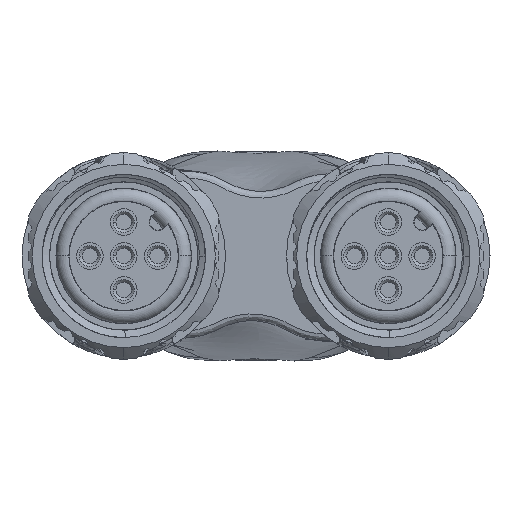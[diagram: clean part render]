
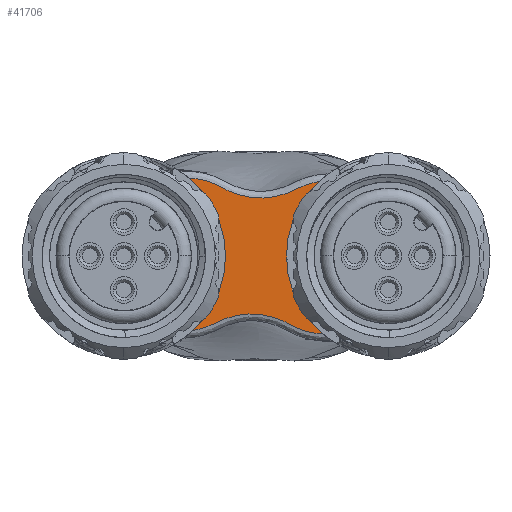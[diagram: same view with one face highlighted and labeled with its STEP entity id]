
A CAD part, left-side view. The second image highlights one B-rep face of the part: STEP entity #41706.
In plain terms, the highlighted planar face has unit normal (-1, 0, 0).
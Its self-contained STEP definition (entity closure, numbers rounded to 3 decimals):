
#7368=CARTESIAN_POINT('',(-20.,5.439,
0.003));
#7369=DIRECTION('',(1.,0.,0.));
#7370=DIRECTION('',(0.,0.627,-0.779));
#7371=AXIS2_PLACEMENT_3D('',#7368,#7369,#7370);
#7373=CARTESIAN_POINT('',(-20.,5.224,
-0.004));
#7374=DIRECTION('',(1.,0.,0.));
#7375=DIRECTION('',(0.,1.,0.001));
#7376=AXIS2_PLACEMENT_3D('',#7373,#7374,#7375);
#7378=CARTESIAN_POINT('',(-20.,-5.439,
-0.003));
#7379=DIRECTION('',(1.,0.,0.));
#7380=DIRECTION('',(0.,-0.627,0.779));
#7381=AXIS2_PLACEMENT_3D('',#7378,#7379,#7380);
#7383=CARTESIAN_POINT('',(-20.,-5.224,
0.004));
#7384=DIRECTION('',(1.,0.,0.));
#7385=DIRECTION('',(0.,-1.,-0.001));
#7386=AXIS2_PLACEMENT_3D('',#7383,#7384,#7385);
#7388=CARTESIAN_POINT('',(-20.,-5.75,0.));
#7389=DIRECTION('',(-1.,0.,0.));
#7390=DIRECTION('',(0.,-1.,0.));
#7391=AXIS2_PLACEMENT_3D('',#7388,#7389,#7390);
#7393=CARTESIAN_POINT('',(-20.,-5.75,0.));
#7394=DIRECTION('',(-1.,0.,0.));
#7395=DIRECTION('',(0.,1.,0.));
#7396=AXIS2_PLACEMENT_3D('',#7393,#7394,#7395);
#7398=CARTESIAN_POINT('',(-20.,5.75,0.));
#7399=DIRECTION('',(-1.,0.,0.));
#7400=DIRECTION('',(0.,1.,0.));
#7401=AXIS2_PLACEMENT_3D('',#7398,#7399,#7400);
#7403=CARTESIAN_POINT('',(-20.,5.75,0.));
#7404=DIRECTION('',(-1.,0.,0.));
#7405=DIRECTION('',(0.,-1.,0.));
#7406=AXIS2_PLACEMENT_3D('',#7403,#7404,#7405);
#16346=CARTESIAN_POINT('',(-20.,-8.927,
4.328));
#16348=CARTESIAN_POINT('',(-20.,-8.927,
4.328));
#16349=CARTESIAN_POINT('',(-20.,-8.756,
4.465));
#16350=CARTESIAN_POINT('',(-20.,-8.401,
4.723));
#16351=CARTESIAN_POINT('',(-20.,-7.807,
5.047));
#16352=CARTESIAN_POINT('',(-20.,-7.175,
5.296));
#16353=CARTESIAN_POINT('',(-20.,-6.523,
5.467));
#16354=CARTESIAN_POINT('',(-20.,-5.872,
5.557));
#16355=CARTESIAN_POINT('',(-20.,-5.22,
5.565));
#16356=CARTESIAN_POINT('',(-20.,-4.569,
5.493));
#16357=CARTESIAN_POINT('',(-20.,-3.978,
5.357));
#16358=CARTESIAN_POINT('',(-20.,-3.45,
5.178));
#16359=CARTESIAN_POINT('',(-20.,-2.977,
4.94));
#16360=CARTESIAN_POINT('',(-20.,-2.437,
4.671));
#16361=CARTESIAN_POINT('',(-20.,-1.803,
4.458));
#16362=CARTESIAN_POINT('',(-20.,-1.146,4.318));
#16363=CARTESIAN_POINT('',(-20.,-0.472,4.26));
#16364=CARTESIAN_POINT('',(-20.,0.209,4.286));
#16365=CARTESIAN_POINT('',(-20.,0.856,4.391));
#16366=CARTESIAN_POINT('',(-20.,1.445,
4.559));
#16367=CARTESIAN_POINT('',(-20.,2.002,
4.776));
#16368=CARTESIAN_POINT('',(-20.,2.533,
5.077));
#16369=CARTESIAN_POINT('',(-20.,3.104,
5.36));
#16370=CARTESIAN_POINT('',(-20.,3.763,
5.582));
#16371=CARTESIAN_POINT('',(-20.,4.425,
5.724));
#16372=CARTESIAN_POINT('',(-20.,5.09,
5.783));
#16373=CARTESIAN_POINT('',(-20.,5.768,
5.763));
#16374=CARTESIAN_POINT('',(-20.,6.447,
5.66));
#16375=CARTESIAN_POINT('',(-20.,7.113,
5.473));
#16376=CARTESIAN_POINT('',(-20.,7.754,
5.207));
#16377=CARTESIAN_POINT('',(-20.,8.359,
4.865));
#16378=CARTESIAN_POINT('',(-20.,8.727,
4.594));
#16379=CARTESIAN_POINT('',(-20.,8.904,
4.448));
#16381=CARTESIAN_POINT('',(-20.,8.904,
4.448));
#16459=CARTESIAN_POINT('',(-20.,8.927,
-4.328));
#16460=CARTESIAN_POINT('',(-20.,8.756,
-4.465));
#16461=CARTESIAN_POINT('',(-20.,8.401,
-4.723));
#16462=CARTESIAN_POINT('',(-20.,7.807,
-5.047));
#16463=CARTESIAN_POINT('',(-20.,7.175,
-5.296));
#16464=CARTESIAN_POINT('',(-20.,6.523,
-5.467));
#16465=CARTESIAN_POINT('',(-20.,5.872,
-5.557));
#16466=CARTESIAN_POINT('',(-20.,5.22,
-5.565));
#16467=CARTESIAN_POINT('',(-20.,4.569,
-5.493));
#16468=CARTESIAN_POINT('',(-20.,3.978,
-5.357));
#16469=CARTESIAN_POINT('',(-20.,3.45,
-5.178));
#16470=CARTESIAN_POINT('',(-20.,2.977,
-4.94));
#16471=CARTESIAN_POINT('',(-20.,2.437,
-4.671));
#16472=CARTESIAN_POINT('',(-20.,1.803,
-4.458));
#16473=CARTESIAN_POINT('',(-20.,1.146,-4.318));
#16474=CARTESIAN_POINT('',(-20.,0.472,-4.26));
#16475=CARTESIAN_POINT('',(-20.,-0.209,-4.286));
#16476=CARTESIAN_POINT('',(-20.,-0.856,-4.391));
#16477=CARTESIAN_POINT('',(-20.,-1.445,
-4.559));
#16478=CARTESIAN_POINT('',(-20.,-2.002,
-4.776));
#16479=CARTESIAN_POINT('',(-20.,-2.533,
-5.077));
#16480=CARTESIAN_POINT('',(-20.,-3.104,
-5.36));
#16481=CARTESIAN_POINT('',(-20.,-3.763,
-5.582));
#16482=CARTESIAN_POINT('',(-20.,-4.425,
-5.724));
#16483=CARTESIAN_POINT('',(-20.,-5.09,
-5.783));
#16484=CARTESIAN_POINT('',(-20.,-5.768,
-5.763));
#16485=CARTESIAN_POINT('',(-20.,-6.447,
-5.66));
#16486=CARTESIAN_POINT('',(-20.,-7.113,
-5.473));
#16487=CARTESIAN_POINT('',(-20.,-7.754,
-5.207));
#16488=CARTESIAN_POINT('',(-20.,-8.359,
-4.865));
#16489=CARTESIAN_POINT('',(-20.,-8.727,
-4.594));
#16490=CARTESIAN_POINT('',(-20.,-8.904,
-4.448));
#16492=CARTESIAN_POINT('',(-20.,-8.904,
-4.448));
#27120=CARTESIAN_POINT('',(-20.,11.,
0.));
#27121=VERTEX_POINT('',#27120);
#27122=CARTESIAN_POINT('',(-20.,8.927,
-4.328));
#27123=VERTEX_POINT('',#27122);
#27128=VERTEX_POINT('',#16381);
#27129=VERTEX_POINT('',#16346);
#27133=CARTESIAN_POINT('',(-20.,-11.,
0.));
#27134=VERTEX_POINT('',#27133);
#27136=VERTEX_POINT('',#16492);
#27137=CARTESIAN_POINT('',(-20.,-8.55,0.));
#27138=CARTESIAN_POINT('',(-20.,-2.95,0.));
#27139=VERTEX_POINT('',#27137);
#27140=VERTEX_POINT('',#27138);
#27141=CARTESIAN_POINT('',(-20.,8.55,0.));
#27142=CARTESIAN_POINT('',(-20.,2.95,0.));
#27143=VERTEX_POINT('',#27141);
#27144=VERTEX_POINT('',#27142);
#41676=CARTESIAN_POINT('',(-20.,0.,0.));
#41677=DIRECTION('',(1.,0.,0.));
#41678=DIRECTION('',(0.,-1.,0.));
#41679=AXIS2_PLACEMENT_3D('',#41676,#41677,#41678);
#41680=PLANE('',#41679);
#41682=ORIENTED_EDGE('',*,*,#41681,.T.);
#41684=ORIENTED_EDGE('',*,*,#41683,.T.);
#41686=ORIENTED_EDGE('',*,*,#41685,.F.);
#41688=ORIENTED_EDGE('',*,*,#41687,.T.);
#41690=ORIENTED_EDGE('',*,*,#41689,.T.);
#41692=ORIENTED_EDGE('',*,*,#41691,.F.);
#41693=EDGE_LOOP('',(#41682,#41684,#41686,#41688,#41690,#41692));
#41694=FACE_OUTER_BOUND('',#41693,.F.);
#41696=ORIENTED_EDGE('',*,*,#41695,.T.);
#41698=ORIENTED_EDGE('',*,*,#41697,.T.);
#41699=EDGE_LOOP('',(#41696,#41698));
#41700=FACE_BOUND('',#41699,.F.);
#41702=ORIENTED_EDGE('',*,*,#41701,.T.);
#41703=ORIENTED_EDGE('',*,*,#41665,.T.);
#41704=EDGE_LOOP('',(#41702,#41703));
#41705=FACE_BOUND('',#41704,.F.);
#41706=ADVANCED_FACE('',(#41694,#41700,#41705),#41680,.F.);
#7372=CIRCLE('',#7371,5.561);
#7377=CIRCLE('',#7376,5.776);
#7382=CIRCLE('',#7381,5.561);
#7387=CIRCLE('',#7386,5.776);
#7392=CIRCLE('',#7391,2.8);
#7397=CIRCLE('',#7396,2.8);
#7402=CIRCLE('',#7401,2.8);
#7407=CIRCLE('',#7406,2.8);
#16380=B_SPLINE_CURVE_WITH_KNOTS('',3,(#16348,#16349,#16350,#16351,#16352,
#16353,#16354,#16355,#16356,#16357,#16358,#16359,#16360,#16361,#16362,#16363,
#16364,#16365,#16366,#16367,#16368,#16369,#16370,#16371,#16372,#16373,#16374,
#16375,#16376,#16377,#16378,#16379),.UNSPECIFIED.,.F.,.F.,(4,1,1,1,1,1,1,1,1,1,
1,1,1,1,1,1,1,1,1,1,1,1,1,1,1,1,1,1,1,4),(0.,0.034,
0.069,0.103,0.138,0.172,
0.207,0.241,0.276,0.31,
0.345,0.379,0.414,0.448,
0.483,0.517,0.552,0.586,
0.621,0.655,0.69,0.724,
0.759,0.793,0.828,0.862,
0.897,0.931,0.966,1.),.UNSPECIFIED.);
#16491=B_SPLINE_CURVE_WITH_KNOTS('',3,(#16459,#16460,#16461,#16462,#16463,
#16464,#16465,#16466,#16467,#16468,#16469,#16470,#16471,#16472,#16473,#16474,
#16475,#16476,#16477,#16478,#16479,#16480,#16481,#16482,#16483,#16484,#16485,
#16486,#16487,#16488,#16489,#16490),.UNSPECIFIED.,.F.,.F.,(4,1,1,1,1,1,1,1,1,1,
1,1,1,1,1,1,1,1,1,1,1,1,1,1,1,1,1,1,1,4),(0.,0.034,
0.069,0.103,0.138,0.172,
0.207,0.241,0.276,0.31,
0.345,0.379,0.414,0.448,
0.483,0.517,0.552,0.586,
0.621,0.655,0.69,0.724,
0.759,0.793,0.828,0.862,
0.897,0.931,0.966,1.),.UNSPECIFIED.);
#41665=EDGE_CURVE('',#27144,#27143,#7407,.T.);
#41681=EDGE_CURVE('',#27123,#27121,#7372,.T.);
#41683=EDGE_CURVE('',#27121,#27128,#7377,.T.);
#41685=EDGE_CURVE('',#27129,#27128,#16380,.T.);
#41687=EDGE_CURVE('',#27129,#27134,#7382,.T.);
#41689=EDGE_CURVE('',#27134,#27136,#7387,.T.);
#41691=EDGE_CURVE('',#27123,#27136,#16491,.T.);
#41695=EDGE_CURVE('',#27139,#27140,#7392,.T.);
#41697=EDGE_CURVE('',#27140,#27139,#7397,.T.);
#41701=EDGE_CURVE('',#27143,#27144,#7402,.T.);
